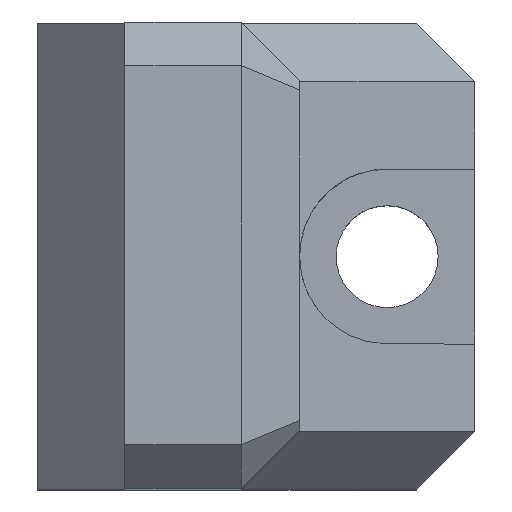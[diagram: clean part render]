
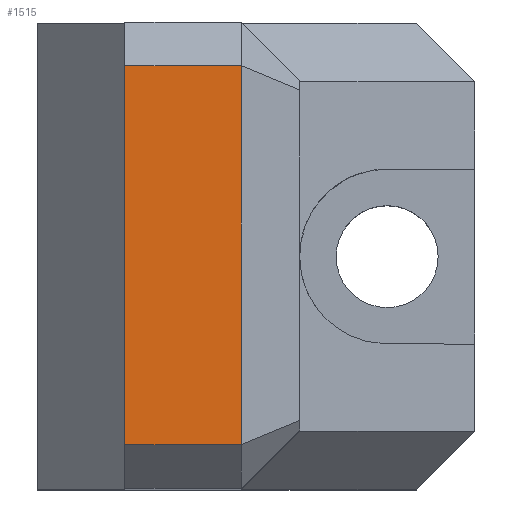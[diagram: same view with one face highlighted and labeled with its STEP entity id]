
A CAD part, top view. The second image highlights one B-rep face of the part: STEP entity #1515.
In plain terms, the highlighted planar face has unit normal (0, 0, 1).
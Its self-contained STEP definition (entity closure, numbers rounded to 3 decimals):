
#82=PLANE('',#1602);
#164=FACE_OUTER_BOUND('',#252,.T.);
#252=EDGE_LOOP('',(#1390,#1391,#1392,#1393));
#388=LINE('',#2639,#542);
#402=LINE('',#2667,#556);
#407=LINE('',#2675,#561);
#408=LINE('',#2677,#562);
#542=VECTOR('',#1840,10.);
#556=VECTOR('',#1870,10.);
#561=VECTOR('',#1879,10.);
#562=VECTOR('',#1882,10.);
#748=VERTEX_POINT('',#2629);
#750=VERTEX_POINT('',#2638);
#755=VERTEX_POINT('',#2664);
#756=VERTEX_POINT('',#2666);
#954=EDGE_CURVE('',#750,#748,#388,.T.);
#968=EDGE_CURVE('',#756,#755,#402,.T.);
#973=EDGE_CURVE('',#756,#750,#407,.T.);
#974=EDGE_CURVE('',#748,#755,#408,.T.);
#1390=ORIENTED_EDGE('',*,*,#954,.F.);
#1391=ORIENTED_EDGE('',*,*,#973,.F.);
#1392=ORIENTED_EDGE('',*,*,#968,.T.);
#1393=ORIENTED_EDGE('',*,*,#974,.F.);
#1515=ADVANCED_FACE('',(#164),#82,.T.);
#1602=AXIS2_PLACEMENT_3D('',#2678,#1883,#1884);
#1840=DIRECTION('',(0.,-1.,0.));
#1870=DIRECTION('',(0.,-1.,0.));
#1879=DIRECTION('',(1.,0.,0.));
#1882=DIRECTION('',(-1.,0.,0.));
#1883=DIRECTION('center_axis',(0.,0.,1.));
#1884=DIRECTION('ref_axis',(1.,0.,0.));
#2629=CARTESIAN_POINT('',(-2.,-6.5,35.));
#2638=CARTESIAN_POINT('',(-2.,6.5,35.));
#2639=CARTESIAN_POINT('',(-2.,0.,35.));
#2664=CARTESIAN_POINT('',(-6.,-6.5,35.));
#2666=CARTESIAN_POINT('',(-6.,6.5,35.));
#2667=CARTESIAN_POINT('',(-6.,8.,35.));
#2675=CARTESIAN_POINT('',(3.,6.5,35.));
#2677=CARTESIAN_POINT('',(-3.,-6.5,35.));
#2678=CARTESIAN_POINT('Origin',(0.,0.,
35.));
